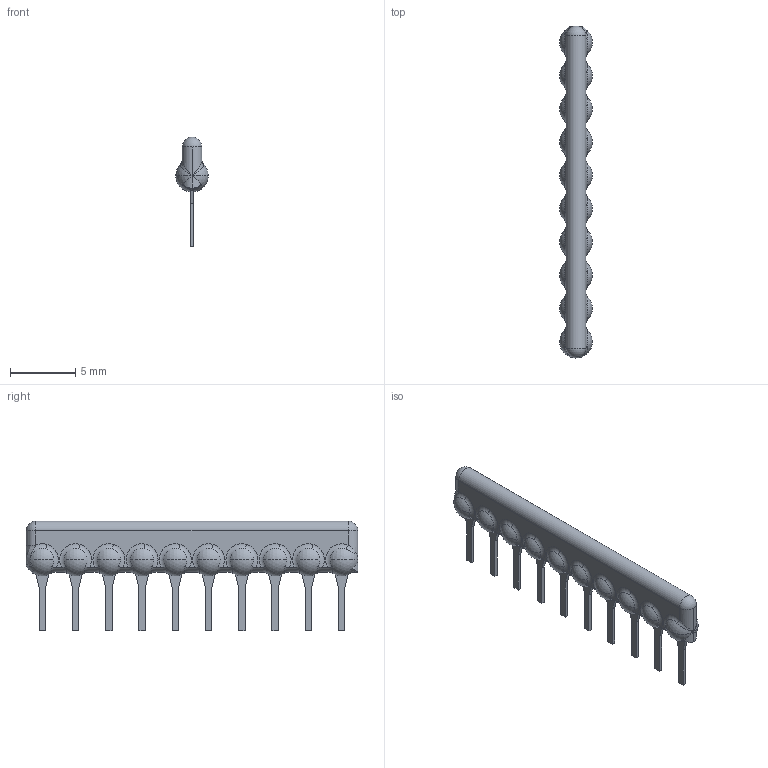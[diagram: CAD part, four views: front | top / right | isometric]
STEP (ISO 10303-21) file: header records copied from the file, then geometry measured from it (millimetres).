
FILE_DESCRIPTION(('STEP AP214'),'1');
FILE_NAME('4610x-102-104lf.stp','2017-04-27T15:35:21',('TraceParts'),('TraceParts S.A.'),'Spatial InterOp 3D',' ',' ');
FILE_SCHEMA(('automotive_design'));
Length unit declared in the file: millimetre
Products named in the file (1): 4610x-102-104lf
Bounding box: 2.48 x 25.35 x 8.38 mm (x, y, z)
Volume: 164.3 mm3; surface area: 365.7 mm2
Topology: 1 solids, 21 shells, 364 faces, 847 edges, 529 vertices
Faces by surface type: plane 113, cone 80, torus 78, cylinder 56, sphere 32, bspline 5
Entity records: 11445 total; most frequent: CARTESIAN_POINT 3221, DIRECTION 1772, ORIENTED_EDGE 1682, EDGE_CURVE 841, AXIS2_PLACEMENT_3D 743, VERTEX_POINT 529, CIRCLE 383, EDGE_LOOP 374
